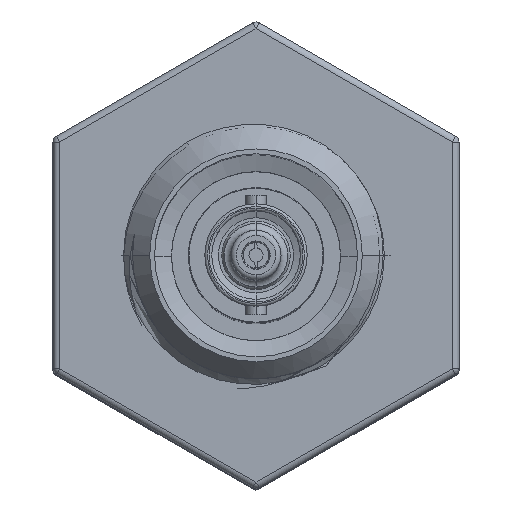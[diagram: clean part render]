
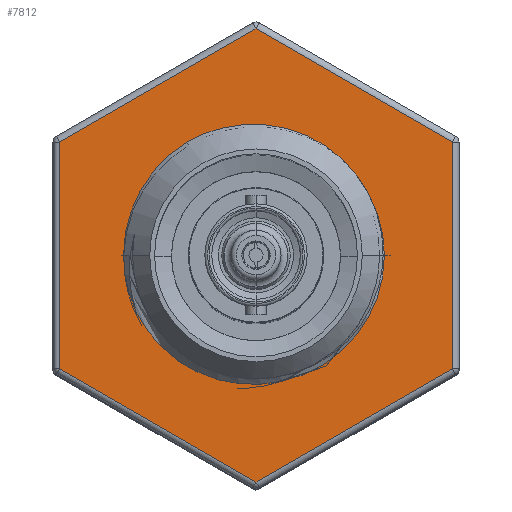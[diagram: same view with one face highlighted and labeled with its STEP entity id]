
A CAD part, top view. The second image highlights one B-rep face of the part: STEP entity #7812.
In plain terms, the highlighted planar face has unit normal (0, 0, 1).
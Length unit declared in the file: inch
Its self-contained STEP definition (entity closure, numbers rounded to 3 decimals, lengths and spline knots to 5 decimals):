
#110 = EDGE_CURVE ( 'NONE', #8113, #8066, #1781, .T. ) ;
#114 = EDGE_CURVE ( 'NONE', #8066, #8095, #1742, .T. ) ;
#1525 = ORIENTED_EDGE ( 'NONE', *, *, #18167, .T. ) ;
#1526 = ORIENTED_EDGE ( 'NONE', *, *, #18169, .T. ) ;
#1527 = ORIENTED_EDGE ( 'NONE', *, *, #18171, .T. ) ;
#1528 = ORIENTED_EDGE ( 'NONE', *, *, #18173, .T. ) ;
#1529 = ORIENTED_EDGE ( 'NONE', *, *, #18176, .T. ) ;
#1530 = ORIENTED_EDGE ( 'NONE', *, *, #18178, .T. ) ;
#1531 = ORIENTED_EDGE ( 'NONE', *, *, #16615, .F. ) ;
#1532 = ORIENTED_EDGE ( 'NONE', *, *, #114, .F. ) ;
#1533 = ORIENTED_EDGE ( 'NONE', *, *, #110, .F. ) ;
#1534 = ORIENTED_EDGE ( 'NONE', *, *, #16635, .F. ) ;
#1535 = ORIENTED_EDGE ( 'NONE', *, *, #17884, .T. ) ;
#1536 = ORIENTED_EDGE ( 'NONE', *, *, #17878, .T. ) ;
#1580 = VERTEX_POINT ( 'NONE', #7203 ) ;
#1585 = VERTEX_POINT ( 'NONE', #7208 ) ;
#1615 = VERTEX_POINT ( 'NONE', #7238 ) ;
#1619 = VERTEX_POINT ( 'NONE', #7242 ) ;
#1647 = VERTEX_POINT ( 'NONE', #7270 ) ;
#1716 = AXIS2_PLACEMENT_3D ( 'NONE', #7127, #7128, #7129 ) ;
#1719 = AXIS2_PLACEMENT_3D ( 'NONE', #7112, #7113, #7114 ) ;
#1742 = CIRCLE ( 'NONE', #1716, 0.47425 ) ;
#1781 = CIRCLE ( 'NONE', #1719, 0.47425 ) ;
#1904 = VERTEX_POINT ( 'NONE', #7357 ) ;
#2916 = CARTESIAN_POINT ( 'NONE',  ( -0.75, 1.29904, 2.17308 ) ) ;
#2927 = FACE_OUTER_BOUND ( 'NONE', #10565, .T. ) ;
#2928 = FACE_BOUND ( 'NONE', #10514, .T. ) ;
#2929 = PLANE ( 'NONE',  #15991 ) ;
#2931 = DIRECTION ( 'NONE',  ( 0., 0., 1. ) ) ;
#2932 = DIRECTION ( 'NONE',  ( 1., 0., 0. ) ) ;
#4076 = LINE ( 'NONE', #4077, #11496 ) ;
#4077 = CARTESIAN_POINT ( 'NONE',  ( -0.7375, 0.41136, 2.17308 ) ) ;
#4081 = LINE ( 'NONE', #4087, #11491 ) ;
#4086 = DIRECTION ( 'NONE',  ( -0.866, -0.5, 0. ) ) ;
#4087 = CARTESIAN_POINT ( 'NONE',  ( -0.725, -0.43301, 2.17308 ) ) ;
#4088 = DIRECTION ( 'NONE',  ( 0., -1., 0. ) ) ;
#4089 = LINE ( 'NONE', #4090, #11500 ) ;
#4090 = CARTESIAN_POINT ( 'NONE',  ( 0.0125, -0.84437, 2.17308 ) ) ;
#4091 = DIRECTION ( 'NONE',  ( 0.866, -0.5, 0. ) ) ;
#4092 = LINE ( 'NONE', #4093, #11481 ) ;
#4093 = CARTESIAN_POINT ( 'NONE',  ( 0.7375, -0.41136, 2.17308 ) ) ;
#4094 = DIRECTION ( 'NONE',  ( 0.866, 0.5, 0. ) ) ;
#4095 = LINE ( 'NONE', #4096, #11495 ) ;
#4096 = CARTESIAN_POINT ( 'NONE',  ( 0.725, 0.43301, 2.17308 ) ) ;
#4097 = DIRECTION ( 'NONE',  ( 0., 1., 0. ) ) ;
#4098 = LINE ( 'NONE', #4099, #11474 ) ;
#4099 = CARTESIAN_POINT ( 'NONE',  ( -0.0125, 0.84437, 2.17308 ) ) ;
#4100 = DIRECTION ( 'NONE',  ( -0.866, 0.5, 0. ) ) ;
#4731 = CARTESIAN_POINT ( 'NONE',  ( -0.24886, 0.40694, 2.17308 ) ) ;
#4736 = CARTESIAN_POINT ( 'NONE',  ( -0.24743, 0.40459, 2.17308 ) ) ;
#4755 = CARTESIAN_POINT ( 'NONE',  ( -0.25028, 0.40928, 2.17308 ) ) ;
#4756 = CARTESIAN_POINT ( 'NONE',  ( -0.25171, 0.41162, 2.17308 ) ) ;
#4757 = CARTESIAN_POINT ( 'NONE',  ( -0.25293, 0.41362, 2.17308 ) ) ;
#4758 = CARTESIAN_POINT ( 'NONE',  ( -0.25416, 0.41563, 2.17308 ) ) ;
#4759 = CARTESIAN_POINT ( 'NONE',  ( -0.25538, 0.41763, 2.17308 ) ) ;
#5297 = CARTESIAN_POINT ( 'NONE',  ( -0.43034, -0.23354, 2.17308 ) ) ;
#5298 = CARTESIAN_POINT ( 'NONE',  ( -0.4424, -0.20955, 2.17308 ) ) ;
#5311 = CARTESIAN_POINT ( 'NONE',  ( -0.41628, -0.25662, 2.17308 ) ) ;
#5312 = CARTESIAN_POINT ( 'NONE',  ( -0.38419, -0.30057, 2.17308 ) ) ;
#5313 = CARTESIAN_POINT ( 'NONE',  ( -0.36654, -0.3209, 2.17308 ) ) ;
#5314 = CARTESIAN_POINT ( 'NONE',  ( -0.32811, -0.35839, 2.17308 ) ) ;
#5315 = CARTESIAN_POINT ( 'NONE',  ( -0.30734, -0.37556, 2.17308 ) ) ;
#5316 = CARTESIAN_POINT ( 'NONE',  ( -0.26256, -0.40658, 2.17308 ) ) ;
#5317 = CARTESIAN_POINT ( 'NONE',  ( -0.23918, -0.42, 2.17308 ) ) ;
#5318 = CARTESIAN_POINT ( 'NONE',  ( -0.19056, -0.4428, 2.17308 ) ) ;
#5319 = CARTESIAN_POINT ( 'NONE',  ( -0.16531, -0.45219, 2.17308 ) ) ;
#5320 = CARTESIAN_POINT ( 'NONE',  ( -0.11284, -0.46676, 2.17308 ) ) ;
#5321 = CARTESIAN_POINT ( 'NONE',  ( -0.08632, -0.47172, 2.17308 ) ) ;
#5322 = CARTESIAN_POINT ( 'NONE',  ( -0.0329, -0.47714, 2.17308 ) ) ;
#5323 = CARTESIAN_POINT ( 'NONE',  ( -0.00598, -0.4776, 2.17308 ) ) ;
#5324 = CARTESIAN_POINT ( 'NONE',  ( 0.04832, -0.47386, 2.17308 ) ) ;
#5325 = CARTESIAN_POINT ( 'NONE',  ( 0.07502, -0.4697, 2.17308 ) ) ;
#5326 = CARTESIAN_POINT ( 'NONE',  ( 0.10111, -0.46335, 2.17308 ) ) ;
#5818 = CARTESIAN_POINT ( 'NONE',  ( -0.25538, 0.41763, 2.17308 ) ) ;
#6191 = VERTEX_POINT ( 'NONE', #5818 ) ;
#6742 = VERTEX_POINT ( 'NONE', #9442 ) ;
#6746 = VERTEX_POINT ( 'NONE', #9446 ) ;
#7112 = CARTESIAN_POINT ( 'NONE',  ( 0., 0., 2.17308 ) ) ;
#7113 = DIRECTION ( 'NONE',  ( 0., 0., 1. ) ) ;
#7114 = DIRECTION ( 'NONE',  ( 1., 0., 0. ) ) ;
#7127 = CARTESIAN_POINT ( 'NONE',  ( 0., 0., 2.17308 ) ) ;
#7128 = DIRECTION ( 'NONE',  ( 0., 0., 1. ) ) ;
#7129 = DIRECTION ( 'NONE',  ( 1., 0., 0. ) ) ;
#7203 = CARTESIAN_POINT ( 'NONE',  ( 0., 0.83716, 2.17308 ) ) ;
#7208 = CARTESIAN_POINT ( 'NONE',  ( 0.725, 0.41858, 2.17308 ) ) ;
#7238 = CARTESIAN_POINT ( 'NONE',  ( -0.725, 0.41858, 2.17308 ) ) ;
#7242 = CARTESIAN_POINT ( 'NONE',  ( -0.725, -0.41858, 2.17308 ) ) ;
#7270 = CARTESIAN_POINT ( 'NONE',  ( 0., -0.83716, 2.17308 ) ) ;
#7357 = CARTESIAN_POINT ( 'NONE',  ( 0.725, -0.41858, 2.17308 ) ) ;
#7812 = ADVANCED_FACE ( 'NONE', ( #2927, #2928 ), #2929, .T. ) ;
#8066 = VERTEX_POINT ( 'NONE', #20036 ) ;
#8095 = VERTEX_POINT ( 'NONE', #20090 ) ;
#8113 = VERTEX_POINT ( 'NONE', #20120 ) ;
#9442 = CARTESIAN_POINT ( 'NONE',  ( -0.4424, -0.20955, 2.17308 ) ) ;
#9446 = CARTESIAN_POINT ( 'NONE',  ( -0.48952, 0., 2.17308 ) ) ;
#10514 = EDGE_LOOP ( 'NONE', ( #1531, #1532, #1533, #1534, #1535, #1536 ) ) ;
#10565 = EDGE_LOOP ( 'NONE', ( #1525, #1526, #1527, #1528, #1529, #1530 ) ) ;
#11474 = VECTOR ( 'NONE', #4100, 39.37008 ) ;
#11481 = VECTOR ( 'NONE', #4094, 39.37008 ) ;
#11491 = VECTOR ( 'NONE', #4088, 39.37008 ) ;
#11495 = VECTOR ( 'NONE', #4097, 39.37008 ) ;
#11496 = VECTOR ( 'NONE', #4086, 39.37008 ) ;
#11500 = VECTOR ( 'NONE', #4091, 39.37008 ) ;
#14482 = B_SPLINE_CURVE_WITH_KNOTS ( 'NONE', 3,
 ( #5298, #5297, #5311, #5312, #5313, #5314, #5315, #5316, #5317, #5318, #5319, #5320, #5321, #5322, #5323, #5324, #5325, #5326 ),
 .UNSPECIFIED., .F., .F.,
 ( 4, 2, 2, 2, 2, 2, 2, 2, 4 ),
 ( 0.01825, 0.0203, 0.02236, 0.02441, 0.02646, 0.02852, 0.03057, 0.03262, 0.03468 ),
 .UNSPECIFIED. ) ;
#14530 = B_SPLINE_CURVE_WITH_KNOTS ( 'NONE', 3,
 ( #4736, #4731, #4755, #4756, #4757, #4758, #4759 ),
 .UNSPECIFIED., .F., .F.,
 ( 4, 3, 4 ),
 ( 0.00046, 0.00067, 0.00085 ),
 .UNSPECIFIED. ) ;
#15991 = AXIS2_PLACEMENT_3D ( 'NONE', #2916, #2931, #2932 ) ;
#16615 = EDGE_CURVE ( 'NONE', #8095, #6191, #14530, .T. ) ;
#16635 = EDGE_CURVE ( 'NONE', #6742, #8113, #14482, .T. ) ;
#17878 = EDGE_CURVE ( 'NONE', #6746, #6191, #19269, .T. ) ;
#17884 = EDGE_CURVE ( 'NONE', #6742, #6746, #19255, .T. ) ;
#18167 = EDGE_CURVE ( 'NONE', #1580, #1615, #4076, .T. ) ;
#18169 = EDGE_CURVE ( 'NONE', #1615, #1619, #4081, .T. ) ;
#18171 = EDGE_CURVE ( 'NONE', #1619, #1647, #4089, .T. ) ;
#18173 = EDGE_CURVE ( 'NONE', #1647, #1904, #4092, .T. ) ;
#18176 = EDGE_CURVE ( 'NONE', #1904, #1585, #4095, .T. ) ;
#18178 = EDGE_CURVE ( 'NONE', #1585, #1580, #4098, .T. ) ;
#18620 = CARTESIAN_POINT ( 'NONE',  ( 0., 0., 2.17308 ) ) ;
#18621 = DIRECTION ( 'NONE',  ( 0., 0., -1. ) ) ;
#18622 = DIRECTION ( 'NONE',  ( 1., 0., 0. ) ) ;
#18643 = CARTESIAN_POINT ( 'NONE',  ( 0., 0., 2.17308 ) ) ;
#18644 = DIRECTION ( 'NONE',  ( 0., 0., -1. ) ) ;
#18645 = DIRECTION ( 'NONE',  ( 1., 0., 0. ) ) ;
#19255 = CIRCLE ( 'NONE', #19264, 0.48952 ) ;
#19264 = AXIS2_PLACEMENT_3D ( 'NONE', #18643, #18644, #18645 ) ;
#19267 = AXIS2_PLACEMENT_3D ( 'NONE', #18620, #18621, #18622 ) ;
#19269 = CIRCLE ( 'NONE', #19267, 0.48952 ) ;
#20036 = CARTESIAN_POINT ( 'NONE',  ( 0.47425, 0., 2.17308 ) ) ;
#20090 = CARTESIAN_POINT ( 'NONE',  ( -0.24743, 0.40459, 2.17308 ) ) ;
#20120 = CARTESIAN_POINT ( 'NONE',  ( 0.10111, -0.46335, 2.17308 ) ) ;
